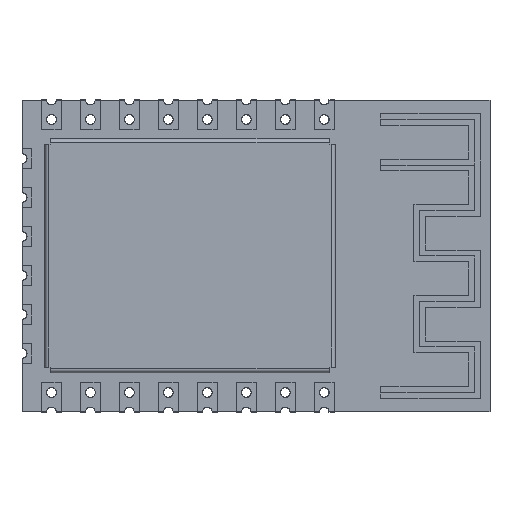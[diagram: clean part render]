
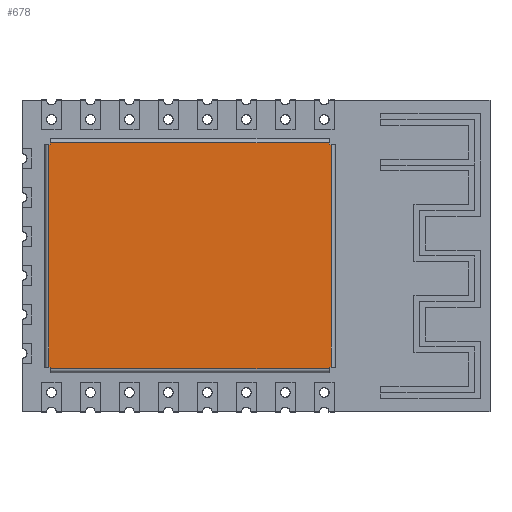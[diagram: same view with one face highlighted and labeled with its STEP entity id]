
A CAD part, top view. The second image highlights one B-rep face of the part: STEP entity #678.
In plain terms, the highlighted planar face has unit normal (0, 0, 1).
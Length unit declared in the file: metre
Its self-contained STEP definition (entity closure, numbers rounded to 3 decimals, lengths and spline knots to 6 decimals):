
#678 = ADVANCED_FACE( '', ( #1781 ), #1782, .T. );
#1781 = FACE_OUTER_BOUND( '', #3502, .T. );
#1782 = PLANE( '', #3503 );
#3502 = EDGE_LOOP( '', ( #5188, #5189, #5190, #5191, #5192, #5193, #5194, #5195, #5196, #5197, #5198, #5199 ) );
#3503 = AXIS2_PLACEMENT_3D( '', #5200, #5201, #5202 );
#5188 = ORIENTED_EDGE( '', *, *, #9454, .T. );
#5189 = ORIENTED_EDGE( '', *, *, #9464, .T. );
#5190 = ORIENTED_EDGE( '', *, *, #9465, .F. );
#5191 = ORIENTED_EDGE( '', *, *, #9466, .T. );
#5192 = ORIENTED_EDGE( '', *, *, #9467, .T. );
#5193 = ORIENTED_EDGE( '', *, *, #9468, .F. );
#5194 = ORIENTED_EDGE( '', *, *, #9469, .T. );
#5195 = ORIENTED_EDGE( '', *, *, #9470, .T. );
#5196 = ORIENTED_EDGE( '', *, *, #9471, .F. );
#5197 = ORIENTED_EDGE( '', *, *, #9472, .T. );
#5198 = ORIENTED_EDGE( '', *, *, #9473, .T. );
#5199 = ORIENTED_EDGE( '', *, *, #9474, .F. );
#5200 = CARTESIAN_POINT( '', ( 0., 0., 0.00285 ) );
#5201 = DIRECTION( '', ( 0., 0., 1. ) );
#5202 = DIRECTION( '', ( 1., 0., 0. ) );
#9454 = EDGE_CURVE( '', #11263, #11261, #11264, .T. );
#9464 = EDGE_CURVE( '', #11261, #11279, #11280, .T. );
#9465 = EDGE_CURVE( '', #11281, #11279, #11282, .T. );
#9466 = EDGE_CURVE( '', #11281, #11283, #11284, .T. );
#9467 = EDGE_CURVE( '', #11283, #11285, #11286, .F. );
#9468 = EDGE_CURVE( '', #11287, #11285, #11288, .T. );
#9469 = EDGE_CURVE( '', #11287, #11289, #11290, .T. );
#9470 = EDGE_CURVE( '', #11289, #11291, #11292, .F. );
#9471 = EDGE_CURVE( '', #11293, #11291, #11294, .T. );
#9472 = EDGE_CURVE( '', #11293, #11295, #11296, .T. );
#9473 = EDGE_CURVE( '', #11295, #11297, #11298, .T. );
#9474 = EDGE_CURVE( '', #11263, #11297, #11299, .T. );
#11261 = VERTEX_POINT( '', #13930 );
#11263 = VERTEX_POINT( '', #13932 );
#11264 = LINE( '', #13933, #13934 );
#11279 = VERTEX_POINT( '', #13956 );
#11280 = LINE( '', #13957, #13958 );
#11281 = VERTEX_POINT( '', #13959 );
#11282 = LINE( '', #13960, #13961 );
#11283 = VERTEX_POINT( '', #13962 );
#11284 = LINE( '', #13963, #13964 );
#11285 = VERTEX_POINT( '', #13965 );
#11286 = LINE( '', #13966, #13967 );
#11287 = VERTEX_POINT( '', #13968 );
#11288 = LINE( '', #13969, #13970 );
#11289 = VERTEX_POINT( '', #13971 );
#11290 = LINE( '', #13972, #13973 );
#11291 = VERTEX_POINT( '', #13974 );
#11292 = LINE( '', #13975, #13976 );
#11293 = VERTEX_POINT( '', #13977 );
#11294 = LINE( '', #13978, #13979 );
#11295 = VERTEX_POINT( '', #13980 );
#11296 = LINE( '', #13981, #13982 );
#11297 = VERTEX_POINT( '', #13983 );
#11298 = LINE( '', #13984, #13985 );
#11299 = LINE( '', #13986, #13987 );
#13930 = CARTESIAN_POINT( '', ( -0.01055, -0.0058, 0.00285 ) );
#13932 = CARTESIAN_POINT( '', ( -0.01055, -0.0057, 0.00285 ) );
#13933 = CARTESIAN_POINT( '', ( -0.01055, 0., 0.00285 ) );
#13934 = VECTOR( '', #17369, 1. );
#13956 = CARTESIAN_POINT( '', ( 0.00375, -0.0058, 0.00285 ) );
#13957 = CARTESIAN_POINT( '', ( 0.00375, -0.0058, 0.00285 ) );
#13958 = VECTOR( '', #17377, 1. );
#13959 = CARTESIAN_POINT( '', ( 0.00375, -0.0057, 0.00285 ) );
#13960 = CARTESIAN_POINT( '', ( 0.00375, 0., 0.00285 ) );
#13961 = VECTOR( '', #17378, 1. );
#13962 = CARTESIAN_POINT( '', ( 0.00385, -0.0057, 0.00285 ) );
#13963 = CARTESIAN_POINT( '', ( 0., -0.0057, 0.00285 ) );
#13964 = VECTOR( '', #17379, 1. );
#13965 = CARTESIAN_POINT( '', ( 0.00385, 0.0057, 0.00285 ) );
#13966 = CARTESIAN_POINT( '', ( 0.00385, 0., 0.00285 ) );
#13967 = VECTOR( '', #17380, 1. );
#13968 = CARTESIAN_POINT( '', ( 0.00375, 0.0057, 0.00285 ) );
#13969 = CARTESIAN_POINT( '', ( 0., 0.0057, 0.00285 ) );
#13970 = VECTOR( '', #17381, 1. );
#13971 = CARTESIAN_POINT( '', ( 0.00375, 0.0058, 0.00285 ) );
#13972 = CARTESIAN_POINT( '', ( 0.00375, 0., 0.00285 ) );
#13973 = VECTOR( '', #17382, 1. );
#13974 = CARTESIAN_POINT( '', ( -0.01055, 0.0058, 0.00285 ) );
#13975 = CARTESIAN_POINT( '', ( 0., 0.0058, 0.00285 ) );
#13976 = VECTOR( '', #17383, 1. );
#13977 = CARTESIAN_POINT( '', ( -0.01055, 0.0057, 0.00285 ) );
#13978 = CARTESIAN_POINT( '', ( -0.01055, 0., 0.00285 ) );
#13979 = VECTOR( '', #17384, 1. );
#13980 = CARTESIAN_POINT( '', ( -0.01065, 0.0057, 0.00285 ) );
#13981 = CARTESIAN_POINT( '', ( 0., 0.0057, 0.00285 ) );
#13982 = VECTOR( '', #17385, 1. );
#13983 = CARTESIAN_POINT( '', ( -0.01065, -0.0057, 0.00285 ) );
#13984 = CARTESIAN_POINT( '', ( -0.01065, -0.0057, 0.00285 ) );
#13985 = VECTOR( '', #17386, 1. );
#13986 = CARTESIAN_POINT( '', ( 0., -0.0057, 0.00285 ) );
#13987 = VECTOR( '', #17387, 1. );
#17369 = DIRECTION( '', ( 0., -1., 0. ) );
#17377 = DIRECTION( '', ( 1., 0., 0. ) );
#17378 = DIRECTION( '', ( 0., -1., 0. ) );
#17379 = DIRECTION( '', ( 1., 0., 0. ) );
#17380 = DIRECTION( '', ( 0., -1., 0. ) );
#17381 = DIRECTION( '', ( 1., 0., 0. ) );
#17382 = DIRECTION( '', ( 0., 1., 0. ) );
#17383 = DIRECTION( '', ( 1., 0., 0. ) );
#17384 = DIRECTION( '', ( 0., 1., 0. ) );
#17385 = DIRECTION( '', ( -1., 0., 0. ) );
#17386 = DIRECTION( '', ( 0., -1., 0. ) );
#17387 = DIRECTION( '', ( -1., 0., 0. ) );
